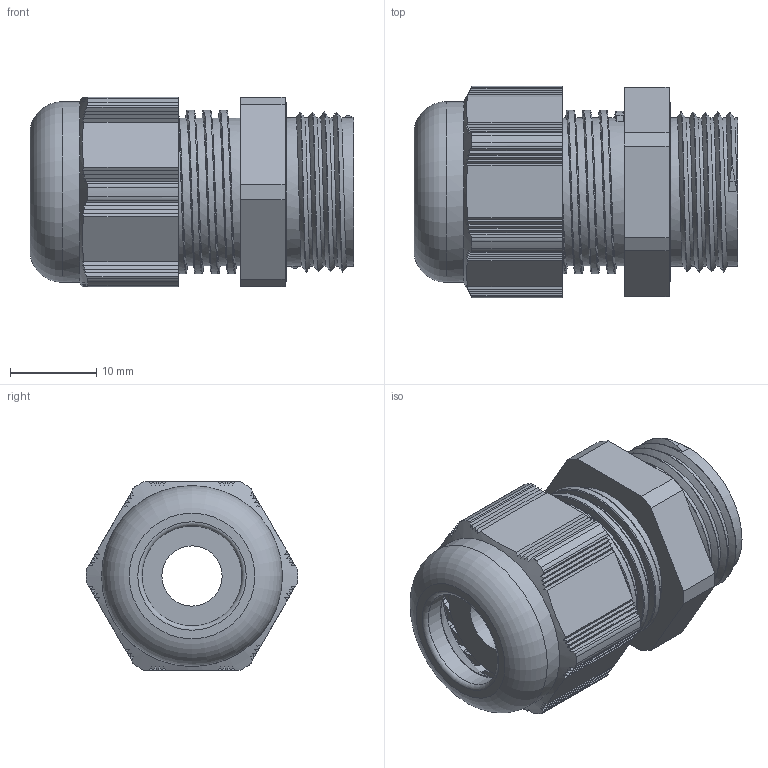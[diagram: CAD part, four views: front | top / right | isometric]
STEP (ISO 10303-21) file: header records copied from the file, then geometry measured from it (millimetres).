
FILE_DESCRIPTION(/* description */ ('Euro-Top PG11, KB: 3-7 mm'),/* implementation_level */ '2;1');
FILE_NAME(/* name */ '11180411-RST.stp',/* time_stamp */ '2019-11-26T14:19:39+01:00',/* author */ ('sl'),/* organization */ (''),/* preprocessor_version */ 'ST-DEVELOPER v16.5',/* originating_system */ 'Autodesk Inventor 2017',/* authorisation */ '');
FILE_SCHEMA (('AUTOMOTIVE_DESIGN { 1 0 10303 214 3 1 1 }'));
Length unit declared in the file: millimetre
Products named in the file (4): 11180411; 11080411; 11080411_1; 11180411_1
Assembly tree (3 placements, depth 2):
  11180411
    11080411
    11080411_1
    11180411_1
Bounding box: 37.62 x 24.6 x 22 mm (x, y, z)
Volume: 7574.1 mm3; surface area: 8767.4 mm2
Topology: 3 solids, 3 shells, 333 faces, 936 edges, 614 vertices
Faces by surface type: plane 205, cylinder 75, torus 25, bspline 24, cone 4
Full cylindrical faces by diameter (mm): 7 x1, 11.5 x1, 11.6 x1, 13.77 x4, 14 x1, 14.1 x1, 16.7 x1, 17.2 x6, 17.26 x5, 17.47 x5, 19.32 x5, 21 x1
Entity records: 14572 total; most frequent: CARTESIAN_POINT 6737, ORIENTED_EDGE 1682, DIRECTION 1538, EDGE_CURVE 841, VERTEX_POINT 568, AXIS2_PLACEMENT_3D 557, LINE 424, VECTOR 424
